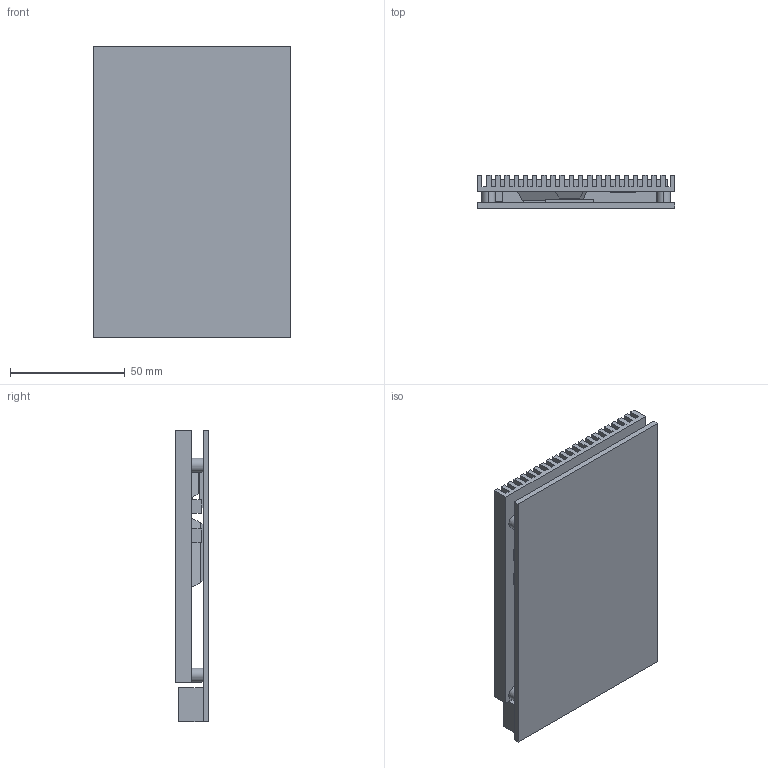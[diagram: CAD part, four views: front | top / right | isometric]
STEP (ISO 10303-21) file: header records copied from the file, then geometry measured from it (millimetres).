
FILE_DESCRIPTION((''),'2;1');
FILE_NAME('CFD-ADC-NEW_ASM','2013-04-09T',('Vaughan'),(''),'PRO/ENGINEER BY PARAMETRIC TECHNOLOGY CORPORATION, 2010280','PRO/ENGINEER BY PARAMETRIC TECHNOLOGY CORPORATION, 2010280','');
FILE_SCHEMA(('CONFIG_CONTROL_DESIGN'));
Length unit declared in the file: millimetre
Products named in the file (6): CFD-ADC-PCB; CFD-ADC-CHIP; CFD-DMUX-CHIP; CFD-ZDOK-CONN; CFD-KAHS; CFD-ADC-NEW_ASM
Assembly tree (5 placements, depth 2):
  CFD-ADC-NEW_ASM
    CFD-ADC-PCB
    CFD-ADC-CHIP
    CFD-DMUX-CHIP
    CFD-ZDOK-CONN
    CFD-KAHS
Bounding box: 86 x 14.39 x 127 mm (x, y, z)
Volume: 79756.3 mm3; surface area: 67433.9 mm2
Topology: 5 solids, 5 shells, 165 faces, 434 edges, 289 vertices
Faces by surface type: plane 159, cylinder 6
Entity records: 5141 total; most frequent: CARTESIAN_POINT 899, ORIENTED_EDGE 868, DIRECTION 798, EDGE_CURVE 434, VECTOR 422, LINE 422, VERTEX_POINT 289, AXIS2_PLACEMENT_3D 188
